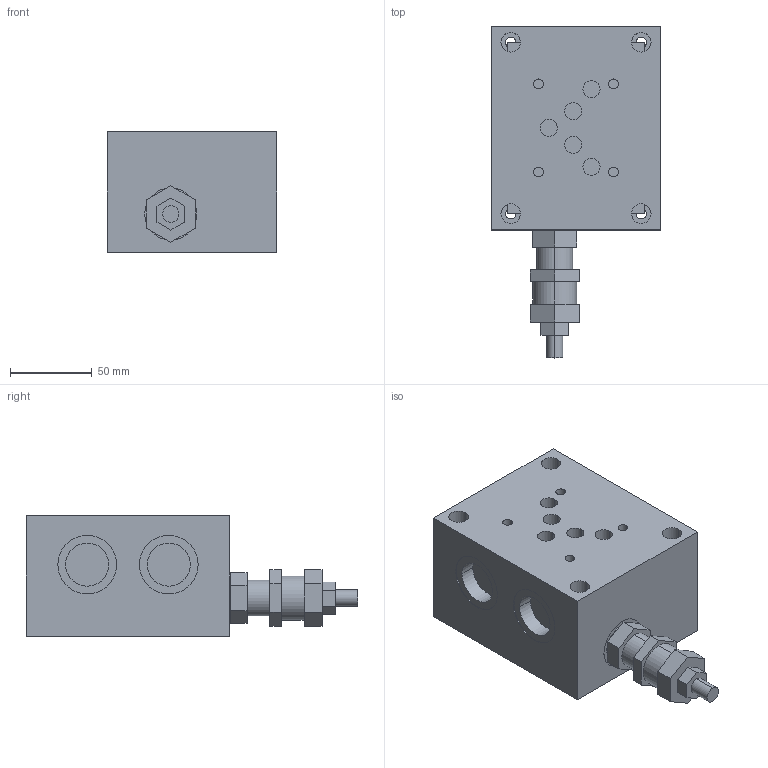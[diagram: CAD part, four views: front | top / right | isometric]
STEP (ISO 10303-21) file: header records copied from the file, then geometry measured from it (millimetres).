
FILE_DESCRIPTION(/* description */ ('Unknown'),/* implementation_level */ '2;1');
FILE_NAME(/* name */ 'PA.420404-001',/* time_stamp */ '2023-07-18T11:00:15+02:00',/* author */ ('Unknown'),/* organization */ ('Unknown'),/* preprocessor_version */ 'ST-DEVELOPER v18.102',/* originating_system */ 'Solid Edge',/* authorisation */ 'Unknown');
FILE_SCHEMA (('AUTOMOTIVE_DESIGN {1 0 10303 214 3 1 1}'));
Length unit declared in the file: millimetre
Products named in the file (3): PA; 1; 2
Assembly tree (2 placements, depth 2):
  PA
    1
    2
Bounding box: 104 x 203.5 x 74 mm (x, y, z)
Volume: 943253.3 mm3; surface area: 85849.6 mm2
Topology: 2 solids, 2 shells, 146 faces, 334 edges, 220 vertices
Faces by surface type: plane 80, cylinder 66
Entity records: 4246 total; most frequent: DIRECTION 772, CARTESIAN_POINT 703, ORIENTED_EDGE 668, EDGE_CURVE 334, AXIS2_PLACEMENT_3D 289, VERTEX_POINT 220, LINE 194, VECTOR 194
